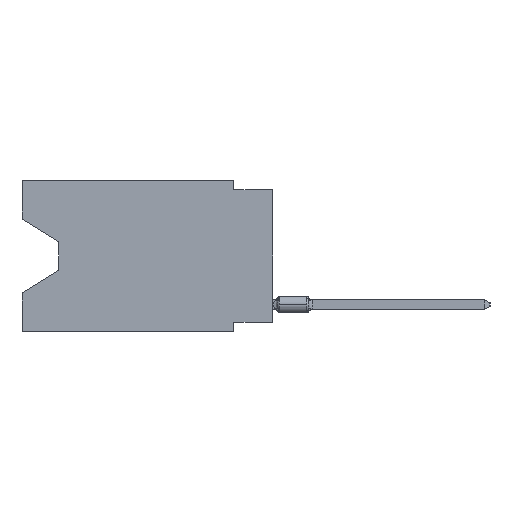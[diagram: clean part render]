
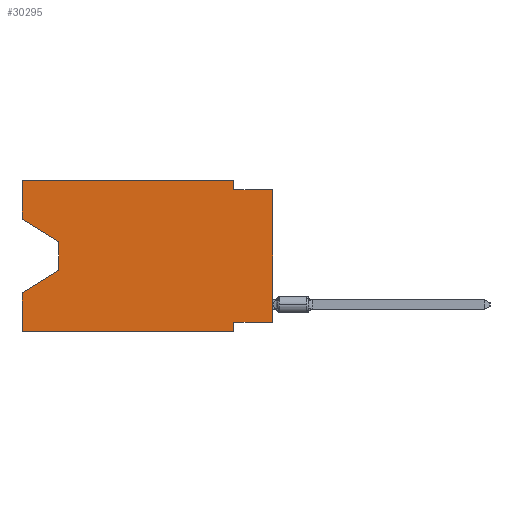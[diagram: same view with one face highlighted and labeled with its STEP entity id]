
A CAD part, left-side view. The second image highlights one B-rep face of the part: STEP entity #30295.
In plain terms, the highlighted planar face has unit normal (-1, 0, 0).
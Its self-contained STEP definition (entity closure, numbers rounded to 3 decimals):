
#36 = LINE ( 'NONE', #18744, #13710 ) ;
#43 = ORIENTED_EDGE ( 'NONE', *, *, #2639, .F. ) ;
#348 = VECTOR ( 'NONE', #3329, 1000. ) ;
#887 = CARTESIAN_POINT ( 'NONE',  ( 0., 16.383, 0. ) ) ;
#1496 = CARTESIAN_POINT ( 'NONE',  ( 0., 13.97, -4.013 ) ) ;
#1587 = CARTESIAN_POINT ( 'NONE',  ( 0., 16.383, -7.36 ) ) ;
#1876 = LINE ( 'NONE', #1496, #7915 ) ;
#2488 = VERTEX_POINT ( 'NONE', #18000 ) ;
#2639 = EDGE_CURVE ( 'NONE', #26266, #4288, #27598, .T. ) ;
#2824 = DIRECTION ( 'NONE',  ( 0., -1., 0. ) ) ;
#2942 = CARTESIAN_POINT ( 'NONE',  ( 0., 13.97, -5.893 ) ) ;
#3255 = VECTOR ( 'NONE', #37183, 1000. ) ;
#3329 = DIRECTION ( 'NONE',  ( 0., 0., 1. ) ) ;
#4254 = DIRECTION ( 'NONE',  ( 0., -1., 0. ) ) ;
#4288 = VERTEX_POINT ( 'NONE', #22988 ) ;
#4431 = CARTESIAN_POINT ( 'NONE',  ( 0., 16.383, -9.906 ) ) ;
#4585 = CARTESIAN_POINT ( 'NONE',  ( 0., 16.383, -9.906 ) ) ;
#6537 = DIRECTION ( 'NONE',  ( 0., 0., -1. ) ) ;
#6728 = EDGE_CURVE ( 'NONE', #27183, #34283, #30233, .T. ) ;
#6986 = DIRECTION ( 'NONE',  ( 1., 0., 0. ) ) ;
#7509 = CARTESIAN_POINT ( 'NONE',  ( 0., 16.383, 0. ) ) ;
#7549 = LINE ( 'NONE', #28559, #13490 ) ;
#7754 = ORIENTED_EDGE ( 'NONE', *, *, #11505, .T. ) ;
#7915 = VECTOR ( 'NONE', #25471, 1000. ) ;
#9068 = ORIENTED_EDGE ( 'NONE', *, *, #38072, .T. ) ;
#9442 = EDGE_CURVE ( 'NONE', #27183, #10626, #22331, .T. ) ;
#9608 = CARTESIAN_POINT ( 'NONE',  ( 0., 0., -9.271 ) ) ;
#10009 = ORIENTED_EDGE ( 'NONE', *, *, #13338, .T. ) ;
#10390 = EDGE_CURVE ( 'NONE', #12041, #21067, #7549, .T. ) ;
#10626 = VERTEX_POINT ( 'NONE', #35393 ) ;
#10652 = CARTESIAN_POINT ( 'NONE',  ( 0., 2.54, -9.906 ) ) ;
#11505 = EDGE_CURVE ( 'NONE', #26266, #35229, #22313, .T. ) ;
#12041 = VERTEX_POINT ( 'NONE', #37370 ) ;
#12824 = VERTEX_POINT ( 'NONE', #29052 ) ;
#13006 = VECTOR ( 'NONE', #18591, 1000. ) ;
#13085 = FACE_OUTER_BOUND ( 'NONE', #27419, .T. ) ;
#13338 = EDGE_CURVE ( 'NONE', #12041, #20396, #36698, .T. ) ;
#13472 = CARTESIAN_POINT ( 'NONE',  ( 0., 13.97, -5.893 ) ) ;
#13490 = VECTOR ( 'NONE', #19550, 1000. ) ;
#13497 = ORIENTED_EDGE ( 'NONE', *, *, #14267, .F. ) ;
#13523 = CARTESIAN_POINT ( 'NONE',  ( 0., 13.97, -4.013 ) ) ;
#13710 = VECTOR ( 'NONE', #6537, 1000. ) ;
#14267 = EDGE_CURVE ( 'NONE', #4288, #10626, #37522, .T. ) ;
#14975 = EDGE_CURVE ( 'NONE', #21067, #2488, #22452, .T. ) ;
#15013 = LINE ( 'NONE', #29744, #25915 ) ;
#15315 = CARTESIAN_POINT ( 'NONE',  ( 0., 16.383, 0. ) ) ;
#16664 = ORIENTED_EDGE ( 'NONE', *, *, #28919, .F. ) ;
#17162 = ORIENTED_EDGE ( 'NONE', *, *, #14975, .F. ) ;
#18000 = CARTESIAN_POINT ( 'NONE',  ( 0., 2.54, 0. ) ) ;
#18344 = ORIENTED_EDGE ( 'NONE', *, *, #26756, .T. ) ;
#18591 = DIRECTION ( 'NONE',  ( 0., 1., 0. ) ) ;
#18744 = CARTESIAN_POINT ( 'NONE',  ( 0., 2.54, 0. ) ) ;
#18990 = PLANE ( 'NONE',  #21241 ) ;
#19457 = ORIENTED_EDGE ( 'NONE', *, *, #31853, .F. ) ;
#19550 = DIRECTION ( 'NONE',  ( 0., 0., 1. ) ) ;
#20396 = VERTEX_POINT ( 'NONE', #13523 ) ;
#20896 = ORIENTED_EDGE ( 'NONE', *, *, #9442, .T. ) ;
#20912 = VERTEX_POINT ( 'NONE', #13472 ) ;
#21067 = VERTEX_POINT ( 'NONE', #35413 ) ;
#21241 = AXIS2_PLACEMENT_3D ( 'NONE', #887, #6986, #36413 ) ;
#21414 = LINE ( 'NONE', #2942, #26159 ) ;
#21529 = CARTESIAN_POINT ( 'NONE',  ( 0., 0., 0. ) ) ;
#22313 = LINE ( 'NONE', #21529, #3255 ) ;
#22331 = LINE ( 'NONE', #4431, #35272 ) ;
#22452 = LINE ( 'NONE', #7509, #36878 ) ;
#22821 = DIRECTION ( 'NONE',  ( 0., 0., -1. ) ) ;
#22988 = CARTESIAN_POINT ( 'NONE',  ( 0., 2.54, -9.271 ) ) ;
#24438 = CARTESIAN_POINT ( 'NONE',  ( 0., 0., -9.271 ) ) ;
#24950 = DIRECTION ( 'NONE',  ( 0., -0.855, -0.519 ) ) ;
#25471 = DIRECTION ( 'NONE',  ( 0., 0., -1. ) ) ;
#25915 = VECTOR ( 'NONE', #2824, 1000. ) ;
#26159 = VECTOR ( 'NONE', #33362, 1000. ) ;
#26266 = VERTEX_POINT ( 'NONE', #9608 ) ;
#26756 = EDGE_CURVE ( 'NONE', #20396, #20912, #1876, .T. ) ;
#27183 = VERTEX_POINT ( 'NONE', #4585 ) ;
#27419 = EDGE_LOOP ( 'NONE', ( #10009, #18344, #9068, #31631, #20896, #13497, #43, #7754, #19457, #16664, #17162, #31160 ) ) ;
#27598 = LINE ( 'NONE', #24438, #13006 ) ;
#28559 = CARTESIAN_POINT ( 'NONE',  ( 0., 16.383, 0. ) ) ;
#28588 = VECTOR ( 'NONE', #24950, 1000. ) ;
#28919 = EDGE_CURVE ( 'NONE', #2488, #12824, #36, .T. ) ;
#29052 = CARTESIAN_POINT ( 'NONE',  ( 0., 2.54, -0.635 ) ) ;
#29744 = CARTESIAN_POINT ( 'NONE',  ( 0., 0., -0.635 ) ) ;
#30233 = LINE ( 'NONE', #15315, #348 ) ;
#30295 = ADVANCED_FACE ( 'NONE', ( #13085 ), #18990, .F. ) ;
#31160 = ORIENTED_EDGE ( 'NONE', *, *, #10390, .F. ) ;
#31631 = ORIENTED_EDGE ( 'NONE', *, *, #6728, .F. ) ;
#31853 = EDGE_CURVE ( 'NONE', #12824, #35229, #15013, .T. ) ;
#33362 = DIRECTION ( 'NONE',  ( 0., 0.855, -0.519 ) ) ;
#33380 = CARTESIAN_POINT ( 'NONE',  ( 0., 16.383, -2.546 ) ) ;
#34283 = VERTEX_POINT ( 'NONE', #1587 ) ;
#34966 = DIRECTION ( 'NONE',  ( 0., -1., 0. ) ) ;
#35229 = VERTEX_POINT ( 'NONE', #38311 ) ;
#35272 = VECTOR ( 'NONE', #4254, 1000. ) ;
#35393 = CARTESIAN_POINT ( 'NONE',  ( 0., 2.54, -9.906 ) ) ;
#35413 = CARTESIAN_POINT ( 'NONE',  ( 0., 16.383, 0. ) ) ;
#36413 = DIRECTION ( 'NONE',  ( 0., 0., -1. ) ) ;
#36698 = LINE ( 'NONE', #33380, #28588 ) ;
#36878 = VECTOR ( 'NONE', #34966, 1000. ) ;
#37089 = VECTOR ( 'NONE', #22821, 1000. ) ;
#37183 = DIRECTION ( 'NONE',  ( 0., 0., 1. ) ) ;
#37370 = CARTESIAN_POINT ( 'NONE',  ( 0., 16.383, -2.546 ) ) ;
#37522 = LINE ( 'NONE', #10652, #37089 ) ;
#38072 = EDGE_CURVE ( 'NONE', #20912, #34283, #21414, .T. ) ;
#38311 = CARTESIAN_POINT ( 'NONE',  ( 0., 0., -0.635 ) ) ;
